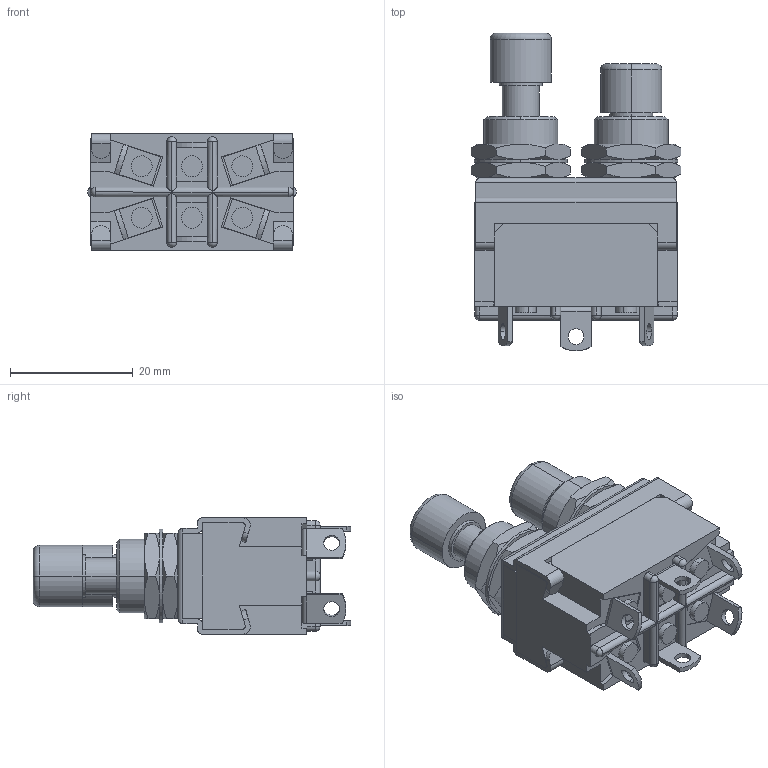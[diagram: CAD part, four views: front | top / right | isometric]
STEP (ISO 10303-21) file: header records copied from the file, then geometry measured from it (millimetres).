
FILE_DESCRIPTION (( 'STEP AP203' ), '1' );
FILE_NAME ('ABN01.STEP', '2020-03-16T00:28:36', ( '' ), ( '' ), 'SwSTEP 2.0', 'SolidWorks 2018', '' );
FILE_SCHEMA (( 'CONFIG_CONTROL_DESIGN' ));
Length unit declared in the file: millimetre
Products named in the file (7): 忋慻 2偮墴偟杢(2嬌) (A僔儕乕僘); 9801 0063 20(ナット)model; 壓慻 2嬌 1抂巕 (A僔儕乕僘); 1端子 (Aシリーズ); ABN01; 9803 0458 20(L儚僢僔儍乕)model; 働乕僗 2嬌 (A僔儕乕僘)
Assembly tree (15 placements, depth 3):
  ABN01
    忋慻 2偮墴偟杢(2嬌) (A僔儕乕僘)
    9801 0063 20(ナット)model  x4
    9803 0458 20(L儚僢僔儍乕)model  x2
    壓慻 2嬌 1抂巕 (A僔儕乕僘)
      働乕僗 2嬌 (A僔儕乕僘)
      1端子 (Aシリーズ)  x6
Bounding box: 34.17 x 51.8 x 19.2 mm (x, y, z)
Volume: 16870.1 mm3; surface area: 10019.5 mm2
Topology: 14 solids, 14 shells, 496 faces, 1237 edges, 788 vertices
Faces by surface type: plane 250, cylinder 184, cone 52, sphere 6, torus 4
Entity records: 9901 total; most frequent: CARTESIAN_POINT 1700, DIRECTION 1558, ORIENTED_EDGE 1484, EDGE_CURVE 742, AXIS2_PLACEMENT_3D 540, VECTOR 478, LINE 478, VERTEX_POINT 474
